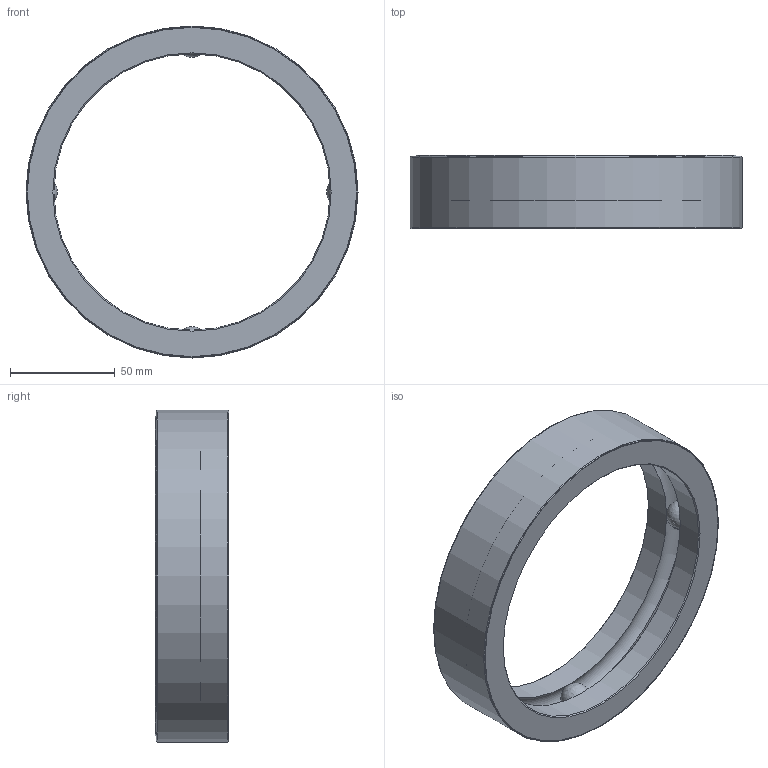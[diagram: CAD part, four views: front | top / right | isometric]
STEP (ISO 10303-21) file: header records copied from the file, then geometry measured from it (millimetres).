
FILE_DESCRIPTION (( 'STEP AP203' ), '1' );
FILE_NAME ('T-100-49.step', '2016-06-29T18:27:42', ( '' ), ( '' ), 'SwSTEP 2.0', 'SolidWorks 2016', '' );
FILE_SCHEMA (( 'CONFIG_CONTROL_DESIGN' ));
Length unit declared in the file: inch
Products named in the file (1): T-100-49
Bounding box: 158.75 x 34.92 x 158.75 mm (x, y, z)
Volume: 146063.2 mm3; surface area: 73209.3 mm2
Topology: 6 solids, 6 shells, 26 faces, 49 edges, 30 vertices
Faces by surface type: plane 7, cylinder 7, cone 5, sphere 4, torus 3
Full cylindrical faces by diameter (mm): 132.08 x2, 154.686 x1, 157.378 x1, 157.734 x2, 158.75 x1
Entity records: 561 total; most frequent: DIRECTION 98, CARTESIAN_POINT 71, AXIS2_PLACEMENT_3D 49, EDGE_LOOP 44, ORIENTED_EDGE 44, FACE_OUTER_BOUND 32, ADVANCED_FACE 26, VERTEX_POINT 22
